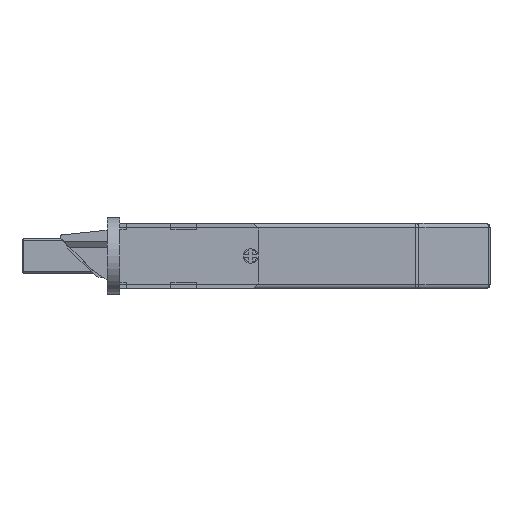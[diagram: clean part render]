
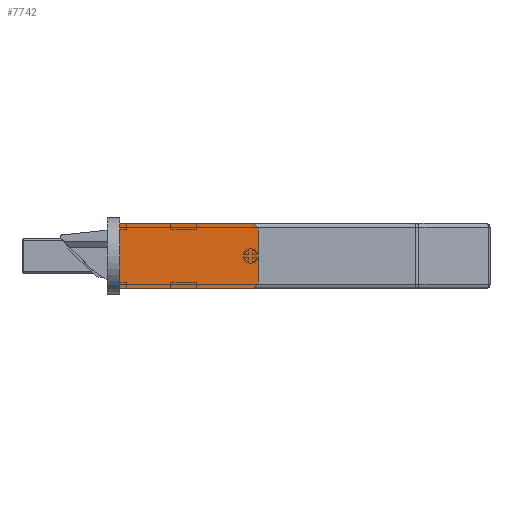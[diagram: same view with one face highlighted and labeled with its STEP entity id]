
A CAD part, front view. The second image highlights one B-rep face of the part: STEP entity #7742.
In plain terms, the highlighted face is planar.
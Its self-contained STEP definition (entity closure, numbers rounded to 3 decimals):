
#50 = CARTESIAN_POINT ( 'NONE',  ( 16.3, 0.75, 7.75 ) ) ;
#104 = EDGE_CURVE ( 'NONE', #6386, #9620, #4053, .T. ) ;
#458 = DIRECTION ( 'NONE',  ( 0., 0., 1. ) ) ;
#462 = EDGE_CURVE ( 'NONE', #1994, #6386, #2275, .T. ) ;
#673 = VECTOR ( 'NONE', #8951, 1000. ) ;
#696 = ORIENTED_EDGE ( 'NONE', *, *, #7261, .T. ) ;
#775 = LINE ( 'NONE', #4118, #7546 ) ;
#1088 = VECTOR ( 'NONE', #458, 1000. ) ;
#1191 = CARTESIAN_POINT ( 'NONE',  ( -16.3, 0.75, -5.75 ) ) ;
#1487 = AXIS2_PLACEMENT_3D ( 'NONE', #8564, #10359, #3582 ) ;
#1539 = DIRECTION ( 'NONE',  ( 0., 0., 1. ) ) ;
#1587 = ORIENTED_EDGE ( 'NONE', *, *, #8234, .T. ) ;
#1669 = FACE_OUTER_BOUND ( 'NONE', #6911, .T. ) ;
#1788 = AXIS2_PLACEMENT_3D ( 'NONE', #5553, #4680, #1539 ) ;
#1994 = VERTEX_POINT ( 'NONE', #50 ) ;
#2088 = VERTEX_POINT ( 'NONE', #8745 ) ;
#2275 = LINE ( 'NONE', #5614, #673 ) ;
#2309 = DIRECTION ( 'NONE',  ( -1., 0., 0. ) ) ;
#3168 = EDGE_CURVE ( 'NONE', #9620, #6085, #8392, .T. ) ;
#3230 = DIRECTION ( 'NONE',  ( 0., 0., 1. ) ) ;
#3478 = CARTESIAN_POINT ( 'NONE',  ( -16.3, 0.75, 5.75 ) ) ;
#3582 = DIRECTION ( 'NONE',  ( 0., 0., 1. ) ) ;
#3894 = CIRCLE ( 'NONE', #1487, 2. ) ;
#4053 = LINE ( 'NONE', #7337, #7450 ) ;
#4118 = CARTESIAN_POINT ( 'NONE',  ( -16.3, 0.75, 7.75 ) ) ;
#4258 = VERTEX_POINT ( 'NONE', #3478 ) ;
#4680 = DIRECTION ( 'NONE',  ( 0., 1., 0. ) ) ;
#4898 = CARTESIAN_POINT ( 'NONE',  ( 16.3, 0.75, -7.75 ) ) ;
#5048 = EDGE_CURVE ( 'NONE', #6085, #4258, #9396, .T. ) ;
#5395 = CARTESIAN_POINT ( 'NONE',  ( -16.3, 0.75, -7.75 ) ) ;
#5553 = CARTESIAN_POINT ( 'NONE',  ( -14.3, 0.75, -5.75 ) ) ;
#5614 = CARTESIAN_POINT ( 'NONE',  ( 16.3, 0.75, -7.75 ) ) ;
#6085 = VERTEX_POINT ( 'NONE', #1191 ) ;
#6386 = VERTEX_POINT ( 'NONE', #4898 ) ;
#6672 = ORIENTED_EDGE ( 'NONE', *, *, #3168, .T. ) ;
#6817 = ORIENTED_EDGE ( 'NONE', *, *, #462, .T. ) ;
#6911 = EDGE_LOOP ( 'NONE', ( #9713, #1587, #696, #6817, #8978, #6672 ) ) ;
#7261 = EDGE_CURVE ( 'NONE', #2088, #1994, #775, .T. ) ;
#7337 = CARTESIAN_POINT ( 'NONE',  ( -16.3, 0.75, -7.75 ) ) ;
#7390 = DIRECTION ( 'NONE',  ( 0., 1., 0. ) ) ;
#7450 = VECTOR ( 'NONE', #2309, 1000. ) ;
#7546 = VECTOR ( 'NONE', #8224, 1000. ) ;
#7742 = ADVANCED_FACE ( 'NONE', ( #1669 ), #9196, .T. ) ;
#8209 = CARTESIAN_POINT ( 'NONE',  ( 0., 0.75, 0. ) ) ;
#8224 = DIRECTION ( 'NONE',  ( 1., 0., 0. ) ) ;
#8234 = EDGE_CURVE ( 'NONE', #4258, #2088, #3894, .T. ) ;
#8392 = CIRCLE ( 'NONE', #1788, 2. ) ;
#8564 = CARTESIAN_POINT ( 'NONE',  ( -14.3, 0.75, 5.75 ) ) ;
#8745 = CARTESIAN_POINT ( 'NONE',  ( -14.3, 0.75, 7.75 ) ) ;
#8951 = DIRECTION ( 'NONE',  ( 0., 0., -1. ) ) ;
#8978 = ORIENTED_EDGE ( 'NONE', *, *, #104, .T. ) ;
#9128 = AXIS2_PLACEMENT_3D ( 'NONE', #8209, #7390, #3230 ) ;
#9196 = PLANE ( 'NONE',  #9128 ) ;
#9396 = LINE ( 'NONE', #5395, #1088 ) ;
#9620 = VERTEX_POINT ( 'NONE', #10155 ) ;
#9713 = ORIENTED_EDGE ( 'NONE', *, *, #5048, .T. ) ;
#10155 = CARTESIAN_POINT ( 'NONE',  ( -14.3, 0.75, -7.75 ) ) ;
#10359 = DIRECTION ( 'NONE',  ( 0., 1., 0. ) ) ;
